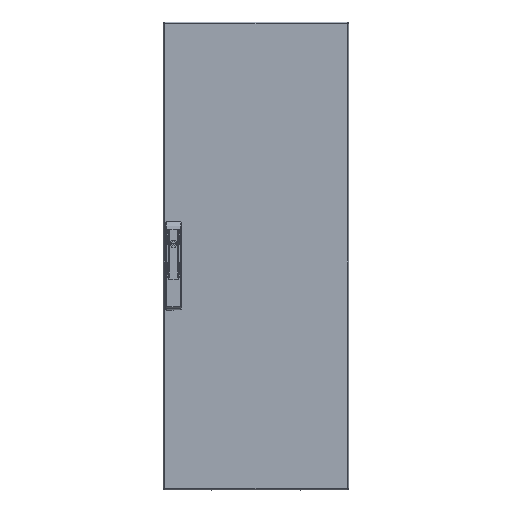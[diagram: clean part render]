
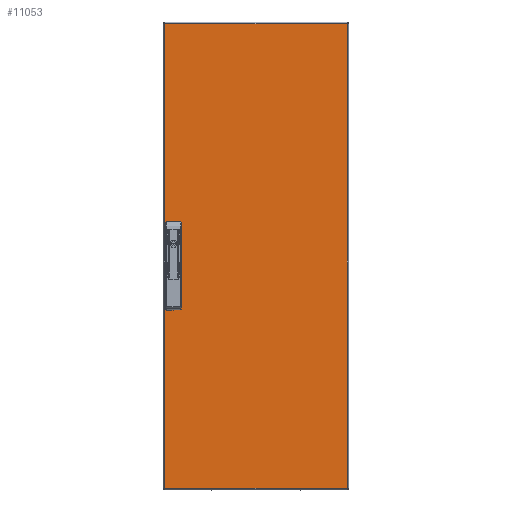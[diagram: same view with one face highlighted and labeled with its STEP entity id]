
A CAD part, top view. The second image highlights one B-rep face of the part: STEP entity #11053.
In plain terms, the highlighted planar face has unit normal (0, 0, 1).
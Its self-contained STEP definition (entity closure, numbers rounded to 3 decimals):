
#2379 = VERTEX_POINT ( 'NONE', #33130 ) ;
#2400 = VERTEX_POINT ( 'NONE', #33140 ) ;
#2405 = VERTEX_POINT ( 'NONE', #33141 ) ;
#2554 = VERTEX_POINT ( 'NONE', #33182 ) ;
#2585 = VERTEX_POINT ( 'NONE', #33213 ) ;
#2620 = VERTEX_POINT ( 'NONE', #24320 ) ;
#2627 = VERTEX_POINT ( 'NONE', #24332 ) ;
#2637 = VERTEX_POINT ( 'NONE', #24347 ) ;
#2642 = VERTEX_POINT ( 'NONE', #24355 ) ;
#2670 = VERTEX_POINT ( 'NONE', #24390 ) ;
#2766 = VERTEX_POINT ( 'NONE', #24452 ) ;
#2803 = VERTEX_POINT ( 'NONE', #24481 ) ;
#2820 = VERTEX_POINT ( 'NONE', #24484 ) ;
#2883 = VERTEX_POINT ( 'NONE', #24548 ) ;
#2907 = VERTEX_POINT ( 'NONE', #24567 ) ;
#3001 = VERTEX_POINT ( 'NONE', #30101 ) ;
#3408 = ORIENTED_EDGE ( 'NONE', *, *, #7977, .T. ) ;
#3409 = ORIENTED_EDGE ( 'NONE', *, *, #7979, .T. ) ;
#3410 = ORIENTED_EDGE ( 'NONE', *, *, #7980, .T. ) ;
#3412 = ORIENTED_EDGE ( 'NONE', *, *, #7982, .T. ) ;
#3413 = ORIENTED_EDGE ( 'NONE', *, *, #7984, .F. ) ;
#3414 = ORIENTED_EDGE ( 'NONE', *, *, #7986, .F. ) ;
#3416 = ORIENTED_EDGE ( 'NONE', *, *, #7987, .F. ) ;
#3417 = ORIENTED_EDGE ( 'NONE', *, *, #7989, .F. ) ;
#3419 = ORIENTED_EDGE ( 'NONE', *, *, #7991, .F. ) ;
#3420 = ORIENTED_EDGE ( 'NONE', *, *, #7993, .F. ) ;
#3421 = ORIENTED_EDGE ( 'NONE', *, *, #7995, .F. ) ;
#3423 = ORIENTED_EDGE ( 'NONE', *, *, #7997, .F. ) ;
#3424 = ORIENTED_EDGE ( 'NONE', *, *, #7999, .F. ) ;
#3425 = ORIENTED_EDGE ( 'NONE', *, *, #8000, .F. ) ;
#3427 = ORIENTED_EDGE ( 'NONE', *, *, #8002, .F. ) ;
#3428 = ORIENTED_EDGE ( 'NONE', *, *, #8004, .F. ) ;
#3762 = CARTESIAN_POINT ( 'NONE',  ( 0., 0., 0. ) ) ;
#3767 = PLANE ( 'NONE',  #45404 ) ;
#3769 = DIRECTION ( 'NONE',  ( 0., 0., 1. ) ) ;
#3770 = DIRECTION ( 'NONE',  ( 1., 0., 0. ) ) ;
#7977 = EDGE_CURVE ( 'NONE', #3001, #2766, #59889, .T. ) ;
#7979 = EDGE_CURVE ( 'NONE', #2820, #3001, #59888, .T. ) ;
#7980 = EDGE_CURVE ( 'NONE', #2379, #2820, #59897, .T. ) ;
#7982 = EDGE_CURVE ( 'NONE', #2766, #2379, #59901, .T. ) ;
#7984 = EDGE_CURVE ( 'NONE', #2803, #2405, #59904, .T. ) ;
#7986 = EDGE_CURVE ( 'NONE', #2405, #2670, #59908, .T. ) ;
#7987 = EDGE_CURVE ( 'NONE', #2670, #2627, #59911, .T. ) ;
#7989 = EDGE_CURVE ( 'NONE', #2627, #2400, #59915, .T. ) ;
#7991 = EDGE_CURVE ( 'NONE', #2400, #2642, #59919, .T. ) ;
#7993 = EDGE_CURVE ( 'NONE', #2642, #2554, #59921, .T. ) ;
#7995 = EDGE_CURVE ( 'NONE', #2554, #2883, #59925, .T. ) ;
#7997 = EDGE_CURVE ( 'NONE', #2883, #2620, #59927, .T. ) ;
#7999 = EDGE_CURVE ( 'NONE', #2620, #2637, #59930, .T. ) ;
#8000 = EDGE_CURVE ( 'NONE', #2637, #2907, #59933, .T. ) ;
#8002 = EDGE_CURVE ( 'NONE', #2907, #2585, #59936, .T. ) ;
#8004 = EDGE_CURVE ( 'NONE', #2585, #2803, #59938, .T. ) ;
#11053 = ADVANCED_FACE ( 'NONE', ( #46916, #46907 ), #3767, .T. ) ;
#18548 = DIRECTION ( 'NONE',  ( 0., 1., 0. ) ) ;
#18549 = CARTESIAN_POINT ( 'NONE',  ( -171., 50., 0. ) ) ;
#18550 = DIRECTION ( 'NONE',  ( -1., 0., 0. ) ) ;
#18551 = CARTESIAN_POINT ( 'NONE',  ( -171., 50., 0. ) ) ;
#18552 = DIRECTION ( 'NONE',  ( 0., 1., 0. ) ) ;
#18555 = CARTESIAN_POINT ( 'NONE',  ( -175.5, 54.3, 0. ) ) ;
#18556 = DIRECTION ( 'NONE',  ( 0., 0., 1. ) ) ;
#18557 = DIRECTION ( 'NONE',  ( 1., 0., 0. ) ) ;
#18558 = CARTESIAN_POINT ( 'NONE',  ( -188., 50., 0. ) ) ;
#18559 = DIRECTION ( 'NONE',  ( -1., 0., 0. ) ) ;
#18560 = CARTESIAN_POINT ( 'NONE',  ( -188., 50., 0. ) ) ;
#18561 = DIRECTION ( 'NONE',  ( 0., -1., 0. ) ) ;
#18562 = CARTESIAN_POINT ( 'NONE',  ( -188., -50., 0. ) ) ;
#18563 = DIRECTION ( 'NONE',  ( 1., 0., 0. ) ) ;
#18564 = CARTESIAN_POINT ( 'NONE',  ( -180., -54.3, 0. ) ) ;
#18565 = DIRECTION ( 'NONE',  ( 0., -1., 0. ) ) ;
#18568 = CARTESIAN_POINT ( 'NONE',  ( -175.5, -54.3, 0. ) ) ;
#18569 = DIRECTION ( 'NONE',  ( 0., 0., 1. ) ) ;
#18570 = DIRECTION ( 'NONE',  ( 1., 0., 0. ) ) ;
#19003 = CARTESIAN_POINT ( 'NONE',  ( 194., -497.5, 0. ) ) ;
#19005 = DIRECTION ( 'NONE',  ( 0., -1., 0. ) ) ;
#19014 = CARTESIAN_POINT ( 'NONE',  ( 194., 494.5, 0. ) ) ;
#19015 = CARTESIAN_POINT ( 'NONE',  ( -180., 50., 0. ) ) ;
#19017 = DIRECTION ( 'NONE',  ( -1., 0., 0. ) ) ;
#19019 = DIRECTION ( 'NONE',  ( 0., 1., 0. ) ) ;
#19022 = CARTESIAN_POINT ( 'NONE',  ( -194., -494.5, 0. ) ) ;
#19024 = DIRECTION ( 'NONE',  ( 1., 0., 0. ) ) ;
#19026 = CARTESIAN_POINT ( 'NONE',  ( -194., 497.5, 0. ) ) ;
#19028 = DIRECTION ( 'NONE',  ( 0., -1., 0. ) ) ;
#19030 = CARTESIAN_POINT ( 'NONE',  ( -171., -54.3, 0. ) ) ;
#19032 = DIRECTION ( 'NONE',  ( 0., 1., 0. ) ) ;
#19034 = CARTESIAN_POINT ( 'NONE',  ( -171., -50., 0. ) ) ;
#19036 = DIRECTION ( 'NONE',  ( 1., 0., 0. ) ) ;
#19038 = CARTESIAN_POINT ( 'NONE',  ( -163., 50., 0. ) ) ;
#24320 = CARTESIAN_POINT ( 'NONE',  ( -188., 50., 0. ) ) ;
#24332 = CARTESIAN_POINT ( 'NONE',  ( -163., 50., 0. ) ) ;
#24347 = CARTESIAN_POINT ( 'NONE',  ( -188., -50., 0. ) ) ;
#24355 = CARTESIAN_POINT ( 'NONE',  ( -171., 54.3, 0. ) ) ;
#24390 = CARTESIAN_POINT ( 'NONE',  ( -163., -50., 0. ) ) ;
#24452 = CARTESIAN_POINT ( 'NONE',  ( -194., 494.5, 0. ) ) ;
#24481 = CARTESIAN_POINT ( 'NONE',  ( -171., -54.3, 0. ) ) ;
#24484 = CARTESIAN_POINT ( 'NONE',  ( 194., -494.5, 0. ) ) ;
#24548 = CARTESIAN_POINT ( 'NONE',  ( -180., 50., 0. ) ) ;
#24567 = CARTESIAN_POINT ( 'NONE',  ( -180., -50., 0. ) ) ;
#30101 = CARTESIAN_POINT ( 'NONE',  ( 194., 494.5, 0. ) ) ;
#33130 = CARTESIAN_POINT ( 'NONE',  ( -194., -494.5, 0. ) ) ;
#33140 = CARTESIAN_POINT ( 'NONE',  ( -171., 50., 0. ) ) ;
#33141 = CARTESIAN_POINT ( 'NONE',  ( -171., -50., 0. ) ) ;
#33182 = CARTESIAN_POINT ( 'NONE',  ( -180., 54.3, 0. ) ) ;
#33213 = CARTESIAN_POINT ( 'NONE',  ( -180., -54.3, 0. ) ) ;
#45075 = AXIS2_PLACEMENT_3D ( 'NONE', #18555, #18556, #18557 ) ;
#45076 = AXIS2_PLACEMENT_3D ( 'NONE', #18568, #18569, #18570 ) ;
#45404 = AXIS2_PLACEMENT_3D ( 'NONE', #3762, #3769, #3770 ) ;
#46907 = FACE_OUTER_BOUND ( 'NONE', #58935, .T. ) ;
#46916 = FACE_BOUND ( 'NONE', #58937, .T. ) ;
#58935 = EDGE_LOOP ( 'NONE', ( #3412, #3410, #3409, #3408 ) ) ;
#58937 = EDGE_LOOP ( 'NONE', ( #3428, #3427, #3425, #3424, #3423, #3421, #3420, #3419, #3417, #3416, #3414, #3413 ) ) ;
#59888 = LINE ( 'NONE', #19003, #59899 ) ;
#59889 = LINE ( 'NONE', #19014, #59894 ) ;
#59894 = VECTOR ( 'NONE', #19017, 1000. ) ;
#59897 = LINE ( 'NONE', #19022, #59902 ) ;
#59899 = VECTOR ( 'NONE', #19019, 1000. ) ;
#59901 = LINE ( 'NONE', #19026, #59906 ) ;
#59902 = VECTOR ( 'NONE', #19024, 1000. ) ;
#59904 = LINE ( 'NONE', #19030, #59910 ) ;
#59906 = VECTOR ( 'NONE', #19028, 1000. ) ;
#59908 = LINE ( 'NONE', #19034, #59913 ) ;
#59910 = VECTOR ( 'NONE', #19032, 1000. ) ;
#59911 = LINE ( 'NONE', #19038, #59916 ) ;
#59913 = VECTOR ( 'NONE', #19036, 1000. ) ;
#59915 = LINE ( 'NONE', #18549, #59920 ) ;
#59916 = VECTOR ( 'NONE', #18548, 1000. ) ;
#59919 = LINE ( 'NONE', #18551, #59923 ) ;
#59920 = VECTOR ( 'NONE', #18550, 1000. ) ;
#59921 = CIRCLE ( 'NONE', #45075, 4.5 ) ;
#59923 = VECTOR ( 'NONE', #18552, 1000. ) ;
#59925 = LINE ( 'NONE', #19015, #59929 ) ;
#59927 = LINE ( 'NONE', #18558, #59932 ) ;
#59929 = VECTOR ( 'NONE', #19005, 1000. ) ;
#59930 = LINE ( 'NONE', #18560, #59934 ) ;
#59932 = VECTOR ( 'NONE', #18559, 1000. ) ;
#59933 = LINE ( 'NONE', #18562, #59937 ) ;
#59934 = VECTOR ( 'NONE', #18561, 1000. ) ;
#59936 = LINE ( 'NONE', #18564, #59939 ) ;
#59937 = VECTOR ( 'NONE', #18563, 1000. ) ;
#59938 = CIRCLE ( 'NONE', #45076, 4.5 ) ;
#59939 = VECTOR ( 'NONE', #18565, 1000. ) ;
